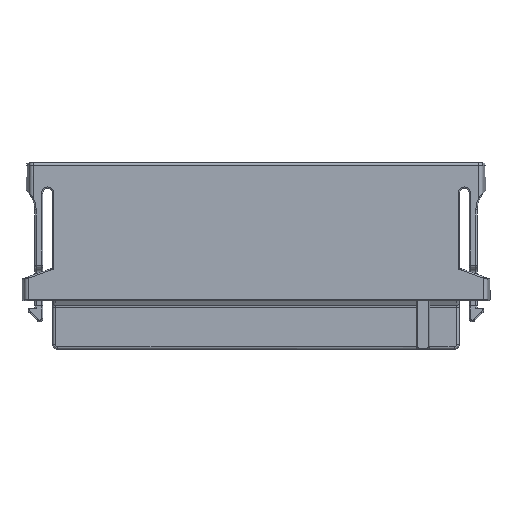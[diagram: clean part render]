
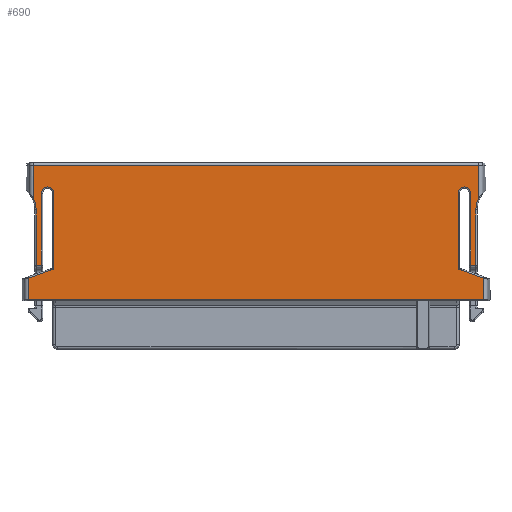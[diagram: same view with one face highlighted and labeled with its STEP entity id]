
A CAD part, front view. The second image highlights one B-rep face of the part: STEP entity #690.
In plain terms, the highlighted planar face has unit normal (0, -1, 0).
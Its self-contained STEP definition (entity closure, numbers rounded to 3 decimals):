
#690=ADVANCED_FACE('',(#1611),#1351,.T.);
#1351=PLANE('',#14022);
#1611=FACE_OUTER_BOUND('',#2275,.T.);
#2275=EDGE_LOOP('',(#3053,#3054,#3055,#3056,#3057,#3058,#3059,#3060,#3061,
#3062,#3063,#3064,#3065,#3066,#3067,#3068,#3069,#3070,#3071,#3072,#3073,
#3074,#3075,#3076));
#3053=ORIENTED_EDGE('',*,*,#7229,.T.);
#3054=ORIENTED_EDGE('',*,*,#7230,.T.);
#3055=ORIENTED_EDGE('',*,*,#7231,.T.);
#3056=ORIENTED_EDGE('',*,*,#7232,.T.);
#3057=ORIENTED_EDGE('',*,*,#7233,.T.);
#3058=ORIENTED_EDGE('',*,*,#7234,.T.);
#3059=ORIENTED_EDGE('',*,*,#7235,.T.);
#3060=ORIENTED_EDGE('',*,*,#7236,.T.);
#3061=ORIENTED_EDGE('',*,*,#7237,.T.);
#3062=ORIENTED_EDGE('',*,*,#7238,.T.);
#3063=ORIENTED_EDGE('',*,*,#7239,.T.);
#3064=ORIENTED_EDGE('',*,*,#7240,.T.);
#3065=ORIENTED_EDGE('',*,*,#7241,.T.);
#3066=ORIENTED_EDGE('',*,*,#7242,.T.);
#3067=ORIENTED_EDGE('',*,*,#7243,.T.);
#3068=ORIENTED_EDGE('',*,*,#7244,.T.);
#3069=ORIENTED_EDGE('',*,*,#7245,.T.);
#3070=ORIENTED_EDGE('',*,*,#7246,.T.);
#3071=ORIENTED_EDGE('',*,*,#7247,.T.);
#3072=ORIENTED_EDGE('',*,*,#7248,.T.);
#3073=ORIENTED_EDGE('',*,*,#7249,.T.);
#3074=ORIENTED_EDGE('',*,*,#7250,.T.);
#3075=ORIENTED_EDGE('',*,*,#7251,.T.);
#3076=ORIENTED_EDGE('',*,*,#7252,.T.);
#6249=VERTEX_POINT('',#19460);
#6250=VERTEX_POINT('',#19461);
#6251=VERTEX_POINT('',#19463);
#6252=VERTEX_POINT('',#19465);
#6253=VERTEX_POINT('',#19467);
#6254=VERTEX_POINT('',#19469);
#6255=VERTEX_POINT('',#19471);
#6256=VERTEX_POINT('',#19473);
#6257=VERTEX_POINT('',#19475);
#6258=VERTEX_POINT('',#19477);
#6259=VERTEX_POINT('',#19479);
#6260=VERTEX_POINT('',#19481);
#6261=VERTEX_POINT('',#19483);
#6262=VERTEX_POINT('',#19485);
#6263=VERTEX_POINT('',#19487);
#6264=VERTEX_POINT('',#19489);
#6265=VERTEX_POINT('',#19491);
#6266=VERTEX_POINT('',#19493);
#6267=VERTEX_POINT('',#19495);
#6268=VERTEX_POINT('',#19497);
#6269=VERTEX_POINT('',#19499);
#6270=VERTEX_POINT('',#19501);
#6271=VERTEX_POINT('',#19503);
#6272=VERTEX_POINT('',#19505);
#7229=EDGE_CURVE('',#6249,#6250,#10787,.T.);
#7230=EDGE_CURVE('',#6250,#6251,#10788,.T.);
#7231=EDGE_CURVE('',#6251,#6252,#10789,.T.);
#7232=EDGE_CURVE('',#6252,#6253,#8861,.T.);
#7233=EDGE_CURVE('',#6253,#6254,#8862,.T.);
#7234=EDGE_CURVE('',#6254,#6255,#10790,.T.);
#7235=EDGE_CURVE('',#6255,#6256,#8863,.T.);
#7236=EDGE_CURVE('',#6256,#6257,#10791,.T.);
#7237=EDGE_CURVE('',#6257,#6258,#10792,.T.);
#7238=EDGE_CURVE('',#6258,#6259,#10793,.T.);
#7239=EDGE_CURVE('',#6259,#6260,#8864,.T.);
#7240=EDGE_CURVE('',#6260,#6261,#10794,.T.);
#7241=EDGE_CURVE('',#6261,#6262,#10795,.T.);
#7242=EDGE_CURVE('',#6262,#6263,#10796,.T.);
#7243=EDGE_CURVE('',#6263,#6264,#8865,.T.);
#7244=EDGE_CURVE('',#6264,#6265,#10797,.T.);
#7245=EDGE_CURVE('',#6265,#6266,#10798,.T.);
#7246=EDGE_CURVE('',#6266,#6267,#10799,.T.);
#7247=EDGE_CURVE('',#6267,#6268,#8866,.T.);
#7248=EDGE_CURVE('',#6268,#6269,#10800,.T.);
#7249=EDGE_CURVE('',#6269,#6270,#8867,.T.);
#7250=EDGE_CURVE('',#6270,#6271,#8868,.T.);
#7251=EDGE_CURVE('',#6271,#6272,#10801,.T.);
#7252=EDGE_CURVE('',#6272,#6249,#10802,.T.);
#8861=CIRCLE('',#14014,0.4);
#8862=CIRCLE('',#14015,0.15);
#8863=CIRCLE('',#14016,0.475);
#8864=CIRCLE('',#14017,2.1);
#8865=CIRCLE('',#14018,2.1);
#8866=CIRCLE('',#14019,0.475);
#8867=CIRCLE('',#14020,0.15);
#8868=CIRCLE('',#14021,0.4);
#10787=LINE('',#19459,#11950);
#10788=LINE('',#19462,#11951);
#10789=LINE('',#19464,#11952);
#10790=LINE('',#19470,#11953);
#10791=LINE('',#19474,#11954);
#10792=LINE('',#19476,#11955);
#10793=LINE('',#19478,#11956);
#10794=LINE('',#19482,#11957);
#10795=LINE('',#19484,#11958);
#10796=LINE('',#19486,#11959);
#10797=LINE('',#19490,#11960);
#10798=LINE('',#19492,#11961);
#10799=LINE('',#19494,#11962);
#10800=LINE('',#19498,#11963);
#10801=LINE('',#19504,#11964);
#10802=LINE('',#19506,#11965);
#11950=VECTOR('',#15743,1.);
#11951=VECTOR('',#15744,1.);
#11952=VECTOR('',#15745,1.);
#11953=VECTOR('',#15750,1.);
#11954=VECTOR('',#15753,1.);
#11955=VECTOR('',#15754,1.);
#11956=VECTOR('',#15755,1.);
#11957=VECTOR('',#15758,1.);
#11958=VECTOR('',#15759,1.);
#11959=VECTOR('',#15760,1.);
#11960=VECTOR('',#15763,1.);
#11961=VECTOR('',#15764,1.);
#11962=VECTOR('',#15765,1.);
#11963=VECTOR('',#15768,1.);
#11964=VECTOR('',#15773,1.);
#11965=VECTOR('',#15774,1.);
#14014=AXIS2_PLACEMENT_3D('',#19466,#15746,#15747);
#14015=AXIS2_PLACEMENT_3D('',#19468,#15748,#15749);
#14016=AXIS2_PLACEMENT_3D('',#19472,#15751,#15752);
#14017=AXIS2_PLACEMENT_3D('',#19480,#15756,#15757);
#14018=AXIS2_PLACEMENT_3D('',#19488,#15761,#15762);
#14019=AXIS2_PLACEMENT_3D('',#19496,#15766,#15767);
#14020=AXIS2_PLACEMENT_3D('',#19500,#15769,#15770);
#14021=AXIS2_PLACEMENT_3D('',#19502,#15771,#15772);
#14022=AXIS2_PLACEMENT_3D('',#19507,#15775,#15776);
#15743=DIRECTION('',(1.,0.,0.));
#15744=DIRECTION('',(0.,0.,1.));
#15745=DIRECTION('',(-0.94,0.,0.342));
#15746=DIRECTION('',(0.,-1.,0.));
#15747=DIRECTION('',(0.,0.,1.));
#15748=DIRECTION('',(0.,1.,0.));
#15749=DIRECTION('',(0.,0.,1.));
#15750=DIRECTION('',(0.,0.,1.));
#15751=DIRECTION('',(0.,1.,0.));
#15752=DIRECTION('',(0.,0.,1.));
#15753=DIRECTION('',(0.,0.,-1.));
#15754=DIRECTION('',(1.,0.,0.));
#15755=DIRECTION('',(0.,0.,1.));
#15756=DIRECTION('',(0.,1.,0.));
#15757=DIRECTION('',(0.,0.,1.));
#15758=DIRECTION('',(0.,0.,1.));
#15759=DIRECTION('',(-1.,0.,0.));
#15760=DIRECTION('',(0.,0.,-1.));
#15761=DIRECTION('',(0.,1.,0.));
#15762=DIRECTION('',(0.,0.,1.));
#15763=DIRECTION('',(0.,0.,-1.));
#15764=DIRECTION('',(1.,0.,0.));
#15765=DIRECTION('',(0.,0.,1.));
#15766=DIRECTION('',(0.,1.,0.));
#15767=DIRECTION('',(0.,0.,1.));
#15768=DIRECTION('',(0.,0.,-1.));
#15769=DIRECTION('',(0.,1.,0.));
#15770=DIRECTION('',(0.,0.,1.));
#15771=DIRECTION('',(0.,-1.,0.));
#15772=DIRECTION('',(0.,0.,1.));
#15773=DIRECTION('',(-0.94,0.,-0.342));
#15774=DIRECTION('',(0.,0.,-1.));
#15775=DIRECTION('',(0.,-1.,0.));
#15776=DIRECTION('',(0.,0.,-1.));
#19459=CARTESIAN_POINT('',(1.27,-2.45,-10.4));
#19460=CARTESIAN_POINT('',(-3.351,-2.45,-10.4));
#19461=CARTESIAN_POINT('',(31.291,-2.45,-10.4));
#19462=CARTESIAN_POINT('',(31.291,-2.45,-8.05));
#19463=CARTESIAN_POINT('',(31.291,-2.45,-8.794));
#19464=CARTESIAN_POINT('',(27.909,-2.45,-7.563));
#19465=CARTESIAN_POINT('',(29.589,-2.45,-8.174));
#19466=CARTESIAN_POINT('',(29.452,-2.45,-8.55));
#19467=CARTESIAN_POINT('',(29.48,-2.45,-8.151));
#19468=CARTESIAN_POINT('',(29.49,-2.45,-8.001));
#19469=CARTESIAN_POINT('',(29.34,-2.45,-8.001));
#19470=CARTESIAN_POINT('',(29.34,-2.45,-2.325));
#19471=CARTESIAN_POINT('',(29.34,-2.45,-2.325));
#19472=CARTESIAN_POINT('',(29.815,-2.45,-2.325));
#19473=CARTESIAN_POINT('',(30.29,-2.45,-2.325));
#19474=CARTESIAN_POINT('',(30.29,-2.45,-2.325));
#19475=CARTESIAN_POINT('',(30.29,-2.45,-7.8));
#19476=CARTESIAN_POINT('',(29.815,-2.45,-7.8));
#19477=CARTESIAN_POINT('',(30.69,-2.45,-7.8));
#19478=CARTESIAN_POINT('',(30.69,-2.45,-2.325));
#19479=CARTESIAN_POINT('',(30.69,-2.45,-3.6));
#19480=CARTESIAN_POINT('',(32.79,-2.45,-3.6));
#19481=CARTESIAN_POINT('',(30.922,-2.45,-2.641));
#19482=CARTESIAN_POINT('',(30.922,-2.45,0.));
#19483=CARTESIAN_POINT('',(30.922,-2.45,-0.2));
#19484=CARTESIAN_POINT('',(-1.27,-2.45,-0.2));
#19485=CARTESIAN_POINT('',(-2.982,-2.45,-0.2));
#19486=CARTESIAN_POINT('',(-2.982,-2.45,-3.6));
#19487=CARTESIAN_POINT('',(-2.982,-2.45,-2.641));
#19488=CARTESIAN_POINT('',(-4.85,-2.45,-3.6));
#19489=CARTESIAN_POINT('',(-2.75,-2.45,-3.6));
#19490=CARTESIAN_POINT('',(-2.75,-2.45,-3.6));
#19491=CARTESIAN_POINT('',(-2.75,-2.45,-7.8));
#19492=CARTESIAN_POINT('',(-4.85,-2.45,-7.8));
#19493=CARTESIAN_POINT('',(-2.35,-2.45,-7.8));
#19494=CARTESIAN_POINT('',(-2.35,-2.45,-3.6));
#19495=CARTESIAN_POINT('',(-2.35,-2.45,-2.325));
#19496=CARTESIAN_POINT('',(-1.875,-2.45,-2.325));
#19497=CARTESIAN_POINT('',(-1.4,-2.45,-2.325));
#19498=CARTESIAN_POINT('',(-1.4,-2.45,-8.001));
#19499=CARTESIAN_POINT('',(-1.4,-2.45,-8.001));
#19500=CARTESIAN_POINT('',(-1.55,-2.45,-8.001));
#19501=CARTESIAN_POINT('',(-1.54,-2.45,-8.151));
#19502=CARTESIAN_POINT('',(-1.512,-2.45,-8.55));
#19503=CARTESIAN_POINT('',(-1.649,-2.45,-8.174));
#19504=CARTESIAN_POINT('',(-3.005,-2.45,-8.668));
#19505=CARTESIAN_POINT('',(-3.351,-2.45,-8.794));
#19506=CARTESIAN_POINT('',(-3.351,-2.45,-8.05));
#19507=CARTESIAN_POINT('',(-1.27,-2.45,-10.5));
